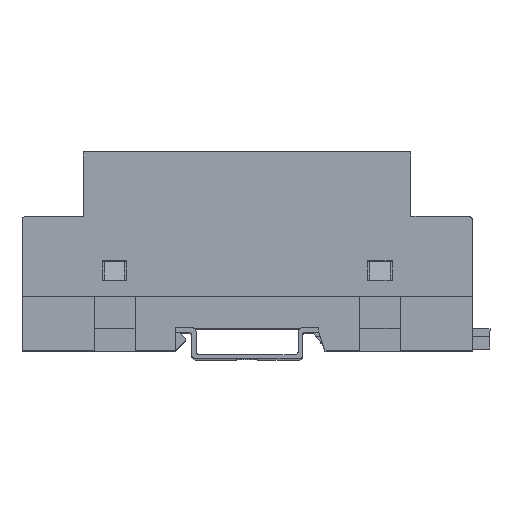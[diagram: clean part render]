
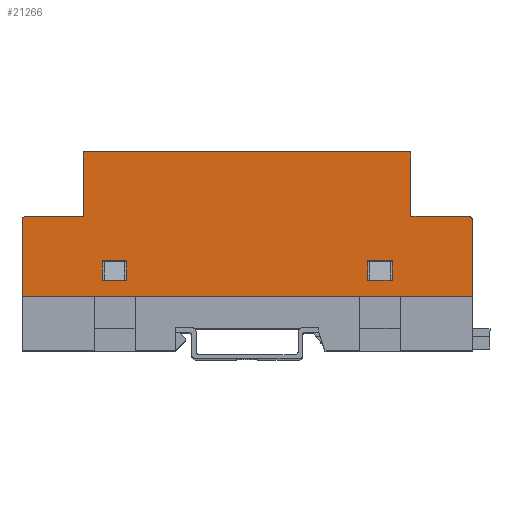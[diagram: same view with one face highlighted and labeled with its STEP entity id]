
A CAD part, top view. The second image highlights one B-rep face of the part: STEP entity #21266.
In plain terms, the highlighted face is planar.
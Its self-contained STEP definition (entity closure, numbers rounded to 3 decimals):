
#37 = CARTESIAN_POINT ( 'NONE',  ( -35.4, 8.7, -52.5 ) ) ;
#62 = FACE_OUTER_BOUND ( 'NONE', #9112, .T. ) ;
#284 = DIRECTION ( 'NONE',  ( 0., -1., 0. ) ) ;
#1327 = DIRECTION ( 'NONE',  ( 0., 1., 0. ) ) ;
#1380 = DIRECTION ( 'NONE',  ( 1., 0., 0. ) ) ;
#1771 = CARTESIAN_POINT ( 'NONE',  ( -40., 35.3, -52.5 ) ) ;
#1774 = ORIENTED_EDGE ( 'NONE', *, *, #6179, .F. ) ;
#1868 = DIRECTION ( 'NONE',  ( 1., 0., 0. ) ) ;
#2002 = ORIENTED_EDGE ( 'NONE', *, *, #14622, .T. ) ;
#2183 = ORIENTED_EDGE ( 'NONE', *, *, #6170, .F. ) ;
#2184 = VERTEX_POINT ( 'NONE', #23013 ) ;
#2651 = ORIENTED_EDGE ( 'NONE', *, *, #15274, .F. ) ;
#2866 = LINE ( 'NONE', #14147, #17444 ) ;
#2954 = VERTEX_POINT ( 'NONE', #10796 ) ;
#3272 = VERTEX_POINT ( 'NONE', #19068 ) ;
#3592 = CIRCLE ( 'NONE', #21551, 1. ) ;
#3598 = LINE ( 'NONE', #26606, #24003 ) ;
#3627 = LINE ( 'NONE', #15181, #6302 ) ;
#3996 = DIRECTION ( 'NONE',  ( 0., 1., 0. ) ) ;
#4293 = VECTOR ( 'NONE', #21848, 1000. ) ;
#4551 = DIRECTION ( 'NONE',  ( 1., 0., 0. ) ) ;
#4755 = EDGE_CURVE ( 'NONE', #28746, #24668, #16329, .T. ) ;
#5154 = DIRECTION ( 'NONE',  ( -1., 0., 0. ) ) ;
#5698 = VERTEX_POINT ( 'NONE', #37 ) ;
#6170 = EDGE_CURVE ( 'NONE', #5698, #2954, #10084, .T. ) ;
#6179 = EDGE_CURVE ( 'NONE', #26988, #2184, #3598, .T. ) ;
#6214 = VECTOR ( 'NONE', #284, 1000. ) ;
#6281 = LINE ( 'NONE', #19280, #25160 ) ;
#6302 = VECTOR ( 'NONE', #17758, 1000. ) ;
#7327 = EDGE_CURVE ( 'NONE', #2954, #20554, #8521, .T. ) ;
#7552 = CARTESIAN_POINT ( 'NONE',  ( 40., 35.3, -52.5 ) ) ;
#7586 = EDGE_CURVE ( 'NONE', #29440, #26988, #27791, .T. ) ;
#8027 = CARTESIAN_POINT ( 'NONE',  ( -29.4, 4., -52.5 ) ) ;
#8250 = LINE ( 'NONE', #9028, #9396 ) ;
#8472 = ORIENTED_EDGE ( 'NONE', *, *, #31606, .T. ) ;
#8521 = LINE ( 'NONE', #13016, #6214 ) ;
#8526 = EDGE_LOOP ( 'NONE', ( #2651, #30268, #2183, #12323 ) ) ;
#8690 = CARTESIAN_POINT ( 'NONE',  ( 35.4, 8.7, -52.5 ) ) ;
#8888 = ORIENTED_EDGE ( 'NONE', *, *, #4755, .T. ) ;
#9028 = CARTESIAN_POINT ( 'NONE',  ( 55., 35.3, -52.5 ) ) ;
#9112 = EDGE_LOOP ( 'NONE', ( #10059, #2002, #8472, #14148, #22887, #8888, #10150, #15767, #22211, #24814 ) ) ;
#9274 = ORIENTED_EDGE ( 'NONE', *, *, #26557, .F. ) ;
#9396 = VECTOR ( 'NONE', #26265, 1000. ) ;
#9786 = VERTEX_POINT ( 'NONE', #24166 ) ;
#10059 = ORIENTED_EDGE ( 'NONE', *, *, #21072, .F. ) ;
#10073 = CARTESIAN_POINT ( 'NONE',  ( -55., 35.3, -52.5 ) ) ;
#10084 = LINE ( 'NONE', #14164, #28244 ) ;
#10150 = ORIENTED_EDGE ( 'NONE', *, *, #14241, .F. ) ;
#10298 = DIRECTION ( 'NONE',  ( 0., -1., 0. ) ) ;
#10442 = LINE ( 'NONE', #30345, #22784 ) ;
#10796 = CARTESIAN_POINT ( 'NONE',  ( -29.4, 8.7, -52.5 ) ) ;
#11267 = CARTESIAN_POINT ( 'NONE',  ( -40., 19.6, -52.5 ) ) ;
#11269 = EDGE_CURVE ( 'NONE', #18551, #21287, #17242, .T. ) ;
#11737 = CARTESIAN_POINT ( 'NONE',  ( 35.4, 8.7, -52.5 ) ) ;
#12193 = CARTESIAN_POINT ( 'NONE',  ( 35.4, 8.7, -52.5 ) ) ;
#12323 = ORIENTED_EDGE ( 'NONE', *, *, #16366, .F. ) ;
#12336 = EDGE_CURVE ( 'NONE', #15947, #29440, #29582, .T. ) ;
#12391 = VERTEX_POINT ( 'NONE', #16494 ) ;
#12546 = DIRECTION ( 'NONE',  ( 1., 0., 0. ) ) ;
#12893 = LINE ( 'NONE', #13655, #25685 ) ;
#13016 = CARTESIAN_POINT ( 'NONE',  ( -29.4, 8.7, -52.5 ) ) ;
#13222 = DIRECTION ( 'NONE',  ( 1., 0., 0. ) ) ;
#13326 = CARTESIAN_POINT ( 'NONE',  ( -54., 18.6, -52.5 ) ) ;
#13655 = CARTESIAN_POINT ( 'NONE',  ( -35.4, 8.7, -52.5 ) ) ;
#13953 = CARTESIAN_POINT ( 'NONE',  ( -40., 19.6, -52.5 ) ) ;
#14147 = CARTESIAN_POINT ( 'NONE',  ( 40., 19.6, -52.5 ) ) ;
#14148 = ORIENTED_EDGE ( 'NONE', *, *, #27218, .T. ) ;
#14164 = CARTESIAN_POINT ( 'NONE',  ( -29.4, 8.7, -52.5 ) ) ;
#14241 = EDGE_CURVE ( 'NONE', #28733, #24668, #3627, .T. ) ;
#14389 = LINE ( 'NONE', #10073, #18617 ) ;
#14622 = EDGE_CURVE ( 'NONE', #12391, #22923, #3592, .T. ) ;
#14817 = VERTEX_POINT ( 'NONE', #22712 ) ;
#14820 = CARTESIAN_POINT ( 'NONE',  ( 55., 18.6, -52.5 ) ) ;
#15138 = CARTESIAN_POINT ( 'NONE',  ( -55., 0., -52.5 ) ) ;
#15181 = CARTESIAN_POINT ( 'NONE',  ( -40., 19.6, -52.5 ) ) ;
#15274 = EDGE_CURVE ( 'NONE', #20554, #14817, #27693, .T. ) ;
#15279 = CARTESIAN_POINT ( 'NONE',  ( 29.4, 8.7, -52.5 ) ) ;
#15767 = ORIENTED_EDGE ( 'NONE', *, *, #20049, .T. ) ;
#15947 = VERTEX_POINT ( 'NONE', #15279 ) ;
#16329 = CIRCLE ( 'NONE', #27427, 1. ) ;
#16366 = EDGE_CURVE ( 'NONE', #14817, #5698, #12893, .T. ) ;
#16368 = PLANE ( 'NONE',  #18981 ) ;
#16494 = CARTESIAN_POINT ( 'NONE',  ( 54., 19.6, -52.5 ) ) ;
#16744 = ORIENTED_EDGE ( 'NONE', *, *, #7586, .F. ) ;
#17242 = LINE ( 'NONE', #20469, #29639 ) ;
#17377 = EDGE_CURVE ( 'NONE', #28746, #9786, #14389, .T. ) ;
#17444 = VECTOR ( 'NONE', #21606, 1000. ) ;
#17514 = DIRECTION ( 'NONE',  ( 0., 0., -1. ) ) ;
#17758 = DIRECTION ( 'NONE',  ( -1., 0., 0. ) ) ;
#17885 = EDGE_LOOP ( 'NONE', ( #26343, #9274, #1774, #16744 ) ) ;
#18012 = CARTESIAN_POINT ( 'NONE',  ( -29.4, 4., -52.5 ) ) ;
#18551 = VERTEX_POINT ( 'NONE', #7552 ) ;
#18617 = VECTOR ( 'NONE', #10298, 1000. ) ;
#18729 = DIRECTION ( 'NONE',  ( 0., 0., 1. ) ) ;
#18916 = CARTESIAN_POINT ( 'NONE',  ( -55., 18.6, -52.5 ) ) ;
#18981 = AXIS2_PLACEMENT_3D ( 'NONE', #28797, #18729, #1868 ) ;
#19068 = CARTESIAN_POINT ( 'NONE',  ( 40., 19.6, -52.5 ) ) ;
#19280 = CARTESIAN_POINT ( 'NONE',  ( 29.4, 8.7, -52.5 ) ) ;
#20049 = EDGE_CURVE ( 'NONE', #28733, #21287, #29302, .T. ) ;
#20469 = CARTESIAN_POINT ( 'NONE',  ( -55., 35.3, -52.5 ) ) ;
#20554 = VERTEX_POINT ( 'NONE', #18012 ) ;
#20729 = VERTEX_POINT ( 'NONE', #26460 ) ;
#21072 = EDGE_CURVE ( 'NONE', #12391, #3272, #10442, .T. ) ;
#21266 = ADVANCED_FACE ( 'NONE', ( #31674, #21994, #62 ), #16368, .F. ) ;
#21287 = VERTEX_POINT ( 'NONE', #1771 ) ;
#21551 = AXIS2_PLACEMENT_3D ( 'NONE', #22381, #17514, #12546 ) ;
#21606 = DIRECTION ( 'NONE',  ( 0., 1., 0. ) ) ;
#21848 = DIRECTION ( 'NONE',  ( 0., -1., 0. ) ) ;
#21994 = FACE_BOUND ( 'NONE', #17885, .T. ) ;
#22211 = ORIENTED_EDGE ( 'NONE', *, *, #11269, .F. ) ;
#22376 = LINE ( 'NONE', #15138, #30116 ) ;
#22381 = CARTESIAN_POINT ( 'NONE',  ( 54., 18.6, -52.5 ) ) ;
#22712 = CARTESIAN_POINT ( 'NONE',  ( -35.4, 4., -52.5 ) ) ;
#22741 = VECTOR ( 'NONE', #3996, 1000. ) ;
#22784 = VECTOR ( 'NONE', #30018, 1000. ) ;
#22887 = ORIENTED_EDGE ( 'NONE', *, *, #17377, .F. ) ;
#22923 = VERTEX_POINT ( 'NONE', #14820 ) ;
#23013 = CARTESIAN_POINT ( 'NONE',  ( 29.4, 4., -52.5 ) ) ;
#24003 = VECTOR ( 'NONE', #29097, 1000. ) ;
#24014 = CARTESIAN_POINT ( 'NONE',  ( 35.4, 4., -52.5 ) ) ;
#24166 = CARTESIAN_POINT ( 'NONE',  ( -55., 0., -52.5 ) ) ;
#24583 = DIRECTION ( 'NONE',  ( 0., 1., 0. ) ) ;
#24668 = VERTEX_POINT ( 'NONE', #27370 ) ;
#24814 = ORIENTED_EDGE ( 'NONE', *, *, #31592, .F. ) ;
#25160 = VECTOR ( 'NONE', #24583, 1000. ) ;
#25443 = DIRECTION ( 'NONE',  ( 0., 0., -1. ) ) ;
#25685 = VECTOR ( 'NONE', #1327, 1000. ) ;
#25779 = DIRECTION ( 'NONE',  ( -1., 0., 0. ) ) ;
#26265 = DIRECTION ( 'NONE',  ( 0., -1., 0. ) ) ;
#26343 = ORIENTED_EDGE ( 'NONE', *, *, #12336, .F. ) ;
#26460 = CARTESIAN_POINT ( 'NONE',  ( 55., 0., -52.5 ) ) ;
#26557 = EDGE_CURVE ( 'NONE', #2184, #15947, #6281, .T. ) ;
#26606 = CARTESIAN_POINT ( 'NONE',  ( 35.4, 4., -52.5 ) ) ;
#26988 = VERTEX_POINT ( 'NONE', #24014 ) ;
#27218 = EDGE_CURVE ( 'NONE', #20729, #9786, #22376, .T. ) ;
#27370 = CARTESIAN_POINT ( 'NONE',  ( -54., 19.6, -52.5 ) ) ;
#27427 = AXIS2_PLACEMENT_3D ( 'NONE', #13326, #25443, #13222 ) ;
#27470 = DIRECTION ( 'NONE',  ( -1., 0., 0. ) ) ;
#27693 = LINE ( 'NONE', #8027, #30022 ) ;
#27791 = LINE ( 'NONE', #11737, #4293 ) ;
#28244 = VECTOR ( 'NONE', #4551, 1000. ) ;
#28733 = VERTEX_POINT ( 'NONE', #13953 ) ;
#28746 = VERTEX_POINT ( 'NONE', #18916 ) ;
#28797 = CARTESIAN_POINT ( 'NONE',  ( -55., 35.3, -52.5 ) ) ;
#28804 = VECTOR ( 'NONE', #1380, 1000. ) ;
#29097 = DIRECTION ( 'NONE',  ( -1., 0., 0. ) ) ;
#29302 = LINE ( 'NONE', #11267, #22741 ) ;
#29440 = VERTEX_POINT ( 'NONE', #12193 ) ;
#29582 = LINE ( 'NONE', #8690, #28804 ) ;
#29639 = VECTOR ( 'NONE', #25779, 1000. ) ;
#30018 = DIRECTION ( 'NONE',  ( -1., 0., 0. ) ) ;
#30022 = VECTOR ( 'NONE', #5154, 1000. ) ;
#30116 = VECTOR ( 'NONE', #27470, 1000. ) ;
#30268 = ORIENTED_EDGE ( 'NONE', *, *, #7327, .F. ) ;
#30345 = CARTESIAN_POINT ( 'NONE',  ( 55., 19.6, -52.5 ) ) ;
#31592 = EDGE_CURVE ( 'NONE', #3272, #18551, #2866, .T. ) ;
#31606 = EDGE_CURVE ( 'NONE', #22923, #20729, #8250, .T. ) ;
#31674 = FACE_BOUND ( 'NONE', #8526, .T. ) ;
